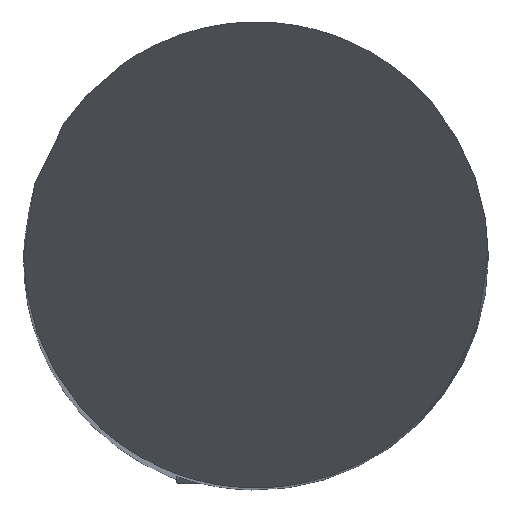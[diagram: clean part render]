
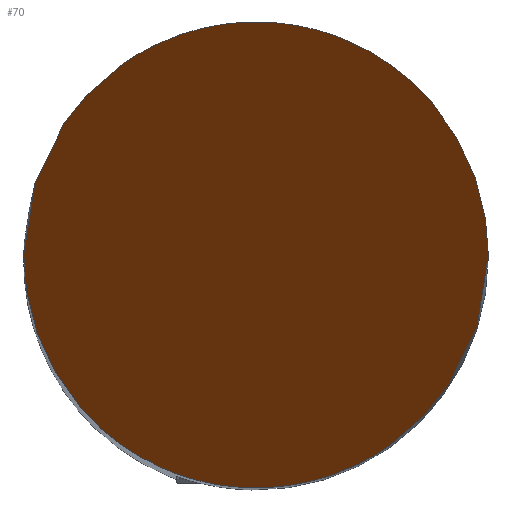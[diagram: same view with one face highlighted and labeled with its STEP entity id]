
A CAD part, top view. The second image highlights one B-rep face of the part: STEP entity #70.
In plain terms, the highlighted planar face has unit normal (0, -0.866, 0.5).
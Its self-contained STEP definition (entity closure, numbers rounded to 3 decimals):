
#70=ADVANCED_FACE('',(#119),#95,.F.);
#95=PLANE('',#628);
#119=FACE_OUTER_BOUND('',#151,.T.);
#151=EDGE_LOOP('',(#332,#333));
#332=ORIENTED_EDGE('',*,*,#489,.F.);
#333=ORIENTED_EDGE('',*,*,#504,.F.);
#434=VERTEX_POINT('',#949);
#435=VERTEX_POINT('',#950);
#489=EDGE_CURVE('',#434,#435,#567,.T.);
#504=EDGE_CURVE('',#435,#434,#570,.T.);
#567=(
BOUNDED_CURVE()
B_SPLINE_CURVE(3,(#945,#946,#947,#948),.UNSPECIFIED.,.F.,.F.)
B_SPLINE_CURVE_WITH_KNOTS((4,4),(0.,1.),.UNSPECIFIED.)
CURVE()
GEOMETRIC_REPRESENTATION_ITEM()
RATIONAL_B_SPLINE_CURVE((1.,0.333,0.333,1.))
REPRESENTATION_ITEM('')
);
#570=(
BOUNDED_CURVE()
B_SPLINE_CURVE(3,(#1003,#1004,#1005,#1006),.UNSPECIFIED.,.F.,.F.)
B_SPLINE_CURVE_WITH_KNOTS((4,4),(0.,1.),.UNSPECIFIED.)
CURVE()
GEOMETRIC_REPRESENTATION_ITEM()
RATIONAL_B_SPLINE_CURVE((1.,0.333,0.333,1.))
REPRESENTATION_ITEM('')
);
#628=AXIS2_PLACEMENT_3D('',#1045,#720,#721);
#720=DIRECTION('',(0.,0.866,-0.5));
#721=DIRECTION('',(0.,0.5,0.866));
#945=CARTESIAN_POINT('',(3.,0.,0.));
#946=CARTESIAN_POINT('',(3.,-6.,-10.392));
#947=CARTESIAN_POINT('',(-3.,-6.,-10.392));
#948=CARTESIAN_POINT('',(-3.,0.,0.));
#949=CARTESIAN_POINT('',(3.,0.,0.));
#950=CARTESIAN_POINT('',(-3.,0.,0.));
#1003=CARTESIAN_POINT('',(-3.,0.,0.));
#1004=CARTESIAN_POINT('',(-3.,6.,10.392));
#1005=CARTESIAN_POINT('',(3.,6.,10.392));
#1006=CARTESIAN_POINT('',(3.,0.,0.));
#1045=CARTESIAN_POINT('',(-4.,3.,5.196));
